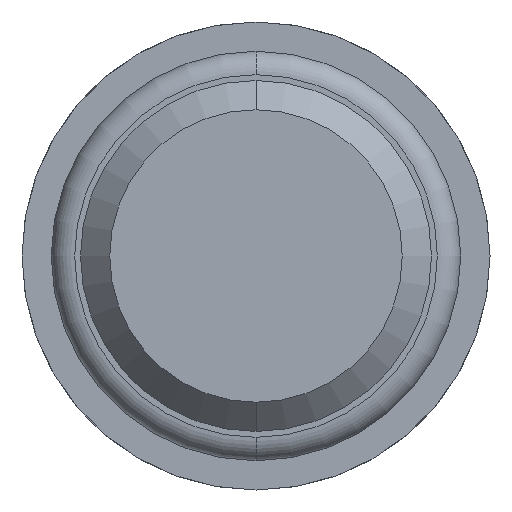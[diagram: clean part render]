
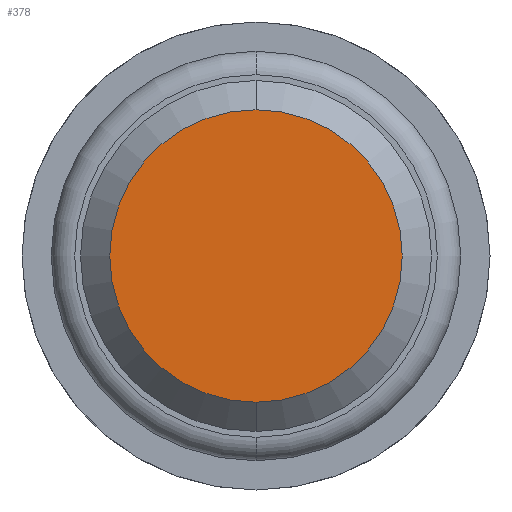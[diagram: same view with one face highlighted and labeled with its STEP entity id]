
A CAD part, front view. The second image highlights one B-rep face of the part: STEP entity #378.
In plain terms, the highlighted planar face has unit normal (0, -1, 0).
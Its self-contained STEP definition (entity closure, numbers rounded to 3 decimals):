
#165 = CARTESIAN_POINT ( 'NONE',  ( 0., -34.6, 0. ) ) ;
#197 = CIRCLE ( 'NONE', #3704, 1.25 ) ;
#378 = ADVANCED_FACE ( 'Defeature ausgef�hrt3_4', ( #3030 ), #1271, .F. ) ;
#582 = EDGE_LOOP ( 'NONE', ( #1638, #1188 ) ) ;
#1188 = ORIENTED_EDGE ( 'NONE', *, *, #3814, .T. ) ;
#1271 = PLANE ( 'NONE',  #2854 ) ;
#1283 = AXIS2_PLACEMENT_3D ( 'NONE', #3942, #2877, #3244 ) ;
#1338 = VERTEX_POINT ( 'NONE', #1971 ) ;
#1529 = VERTEX_POINT ( 'NONE', #3458 ) ;
#1601 = DIRECTION ( 'NONE',  ( 0., 0., 1. ) ) ;
#1638 = ORIENTED_EDGE ( 'NONE', *, *, #1751, .T. ) ;
#1751 = EDGE_CURVE ( 'Defeature ausgef�hrt3_4+Defeature ausgef�hrt3_3+Defeature ausgef�hrt3_3+Defeature ausgef�hrt3_3', #1338, #1529, #197, .T. ) ;
#1870 = DIRECTION ( 'NONE',  ( 0., 0., 1. ) ) ;
#1971 = CARTESIAN_POINT ( 'NONE',  ( 0., -34.6, 1.25 ) ) ;
#2177 = DIRECTION ( 'NONE',  ( 0., -1., 0. ) ) ;
#2854 = AXIS2_PLACEMENT_3D ( 'NONE', #4271, #3586, #1601 ) ;
#2877 = DIRECTION ( 'NONE',  ( 0., -1., 0. ) ) ;
#3030 = FACE_OUTER_BOUND ( 'NONE', #582, .T. ) ;
#3244 = DIRECTION ( 'NONE',  ( 0., 0., 1. ) ) ;
#3458 = CARTESIAN_POINT ( 'NONE',  ( 0., -34.6, -1.25 ) ) ;
#3586 = DIRECTION ( 'NONE',  ( 0., 1., 0. ) ) ;
#3704 = AXIS2_PLACEMENT_3D ( 'NONE', #165, #2177, #1870 ) ;
#3786 = CIRCLE ( 'NONE', #1283, 1.25 ) ;
#3814 = EDGE_CURVE ( 'Defeature ausgef�hrt3_4+Defeature ausgef�hrt3_3+Defeature ausgef�hrt3_3+Defeature ausgef�hrt3_3', #1529, #1338, #3786, .T. ) ;
#3942 = CARTESIAN_POINT ( 'NONE',  ( 0., -34.6, 0. ) ) ;
#4271 = CARTESIAN_POINT ( 'NONE',  ( 0., -34.6, 0. ) ) ;
